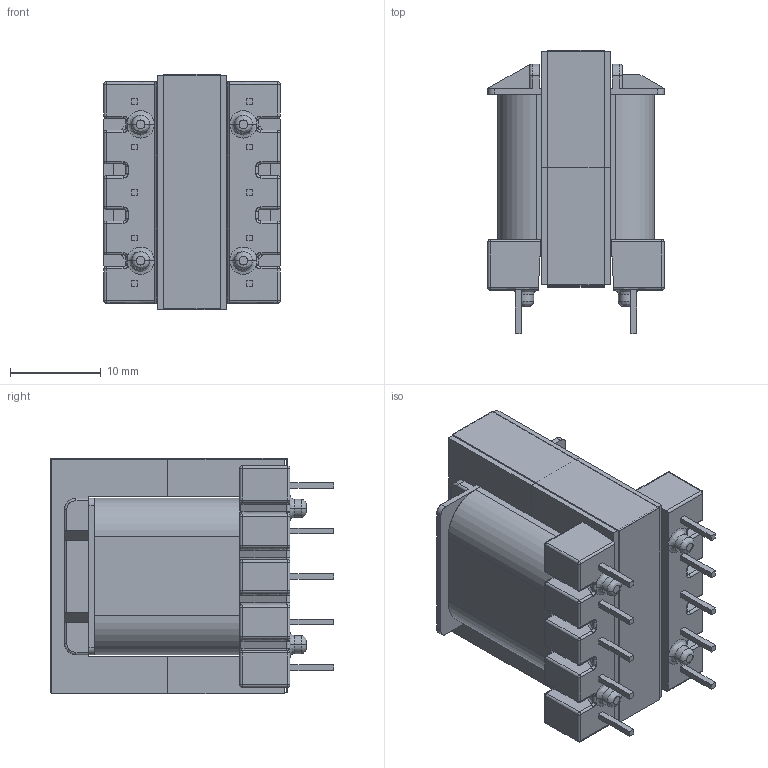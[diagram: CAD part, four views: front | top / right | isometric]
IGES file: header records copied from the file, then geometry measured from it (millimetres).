
Start section: SolidWorks IGES file using analytic representation for surfaces
Global section: file name: EE25-13-7_4846.IGS; native system: SolidWorks 2017; preprocessor: SolidWorks 2017; author: tisha.pedersen; date: 190131.110809; units: millimetre
Bounding box: 19.4 x 31.11 x 25.9 mm (x, y, z)
Surface area: 9497.2 mm2 (no closed solid volume)
Topology: 0 solids, 0 shells, 481 faces, 3000 edges, 2960 vertices
Faces by surface type: bspline 285, revolution 196
